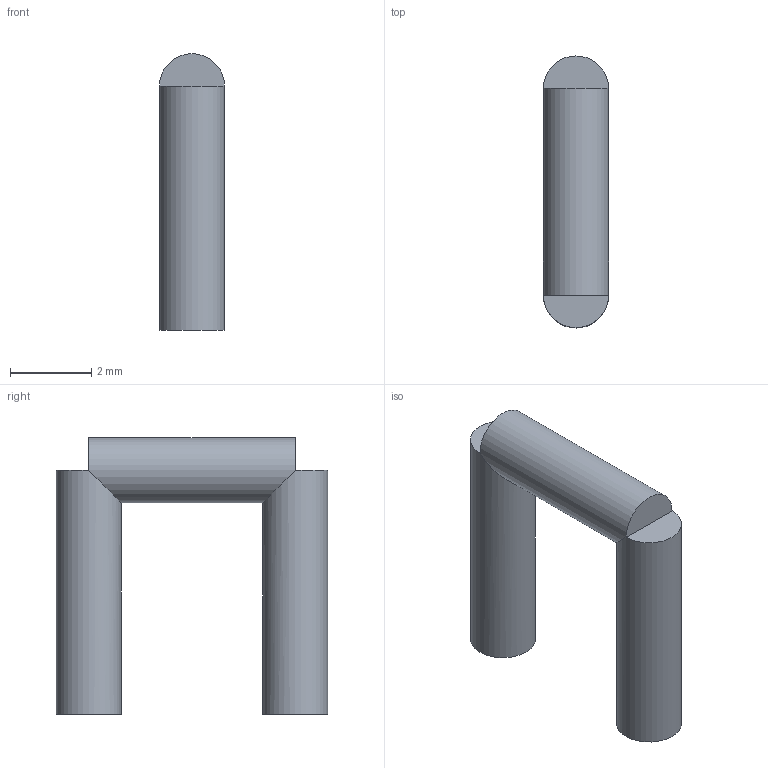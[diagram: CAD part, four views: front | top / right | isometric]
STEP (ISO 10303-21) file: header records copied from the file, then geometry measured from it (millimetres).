
FILE_DESCRIPTION(('FreeCAD Model'),'2;1');
FILE_NAME( 'Wire-5.08mm.step', '2020-10-10T16:56:57',('Author'),(''), 'Open CASCADE STEP processor 7.2','FreeCAD','Unknown');
FILE_SCHEMA(('AUTOMOTIVE_DESIGN { 1 0 10303 214 1 1 1 1 }'));
Length unit declared in the file: millimetre
Products named in the file (1): Wire-5.08mm
Bounding box: 1.6 x 6.68 x 6.8 mm (x, y, z)
Volume: 33 mm3; surface area: 88.8 mm2
Topology: 1 solids, 1 shells, 9 faces, 14 edges, 7 vertices
Faces by surface type: plane 6, cylinder 3
Full cylindrical faces by diameter (mm): 1.6 x3
Entity records: 222 total; most frequent: DIRECTION 43, CARTESIAN_POINT 31, ORIENTED_EDGE 28, AXIS2_PLACEMENT_3D 19, EDGE_CURVE 14, ADVANCED_FACE 9, FACE_BOUND 9, EDGE_LOOP 9
